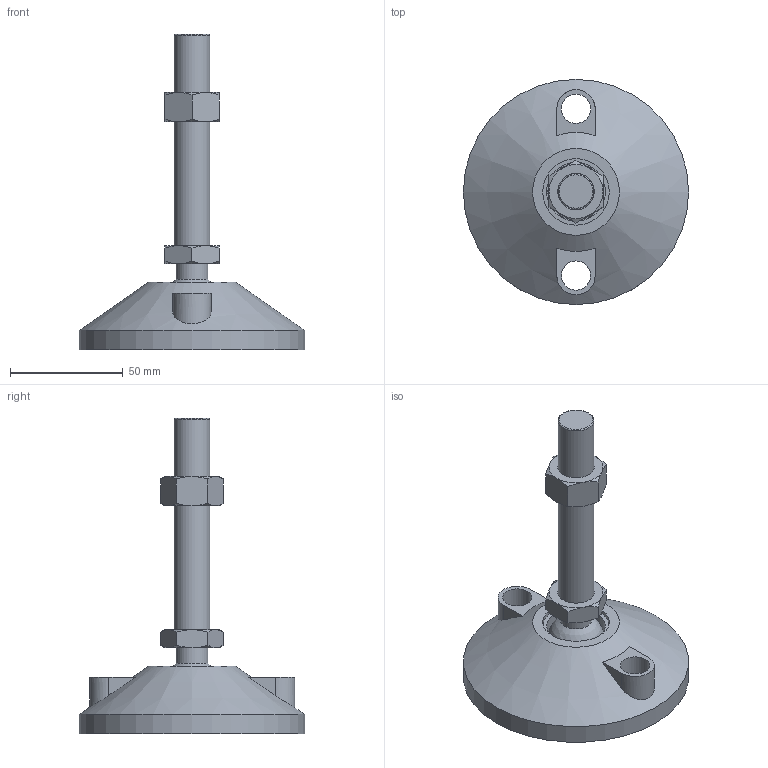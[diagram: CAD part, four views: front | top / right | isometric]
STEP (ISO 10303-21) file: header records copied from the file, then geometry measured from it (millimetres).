
FILE_DESCRIPTION(/* description */ (''),/* implementation_level */ '2;1');
FILE_NAME(/* name */ '30-M16D100-1.step',/* time_stamp */ '2022-08-18T15:36:58-04:00',/* author */ (''),/* organization */ (''),/* preprocessor_version */ 'ST-DEVELOPER v19',/* originating_system */ 'Autodesk Translation Framework v11.7.0.108',/* authorisation */ '');
FILE_SCHEMA (('AUTOMOTIVE_DESIGN { 1 0 10303 214 3 1 1 }'));
Length unit declared in the file: millimetre
Products named in the file (3): Working; 90591A220_Zinc-Plated Steel Hex Nut; 90370A212_STEEL THIN HEX NUT
Assembly tree (2 placements, depth 2):
  Working
    90591A220_Zinc-Plated Steel Hex Nut
    90370A212_STEEL THIN HEX NUT
Bounding box: 100 x 100 x 140 mm (x, y, z)
Volume: 179954.6 mm3; surface area: 34821.1 mm2
Topology: 4 solids, 4 shells, 97 faces, 230 edges, 145 vertices
Faces by surface type: cylinder 32, cone 31, plane 28, bspline 4, torus 1, sphere 1
Full cylindrical faces by diameter (mm): 13 x2, 13.402 x6, 14 x1, 15.822 x1, 16 x9, 26.072 x1, 29.515 x1, 100 x1
Entity records: 4995 total; most frequent: CARTESIAN_POINT 2921, ORIENTED_EDGE 458, DIRECTION 371, EDGE_CURVE 229, AXIS2_PLACEMENT_3D 159, VERTEX_POINT 145, EDGE_LOOP 110, FACE_OUTER_BOUND 97
